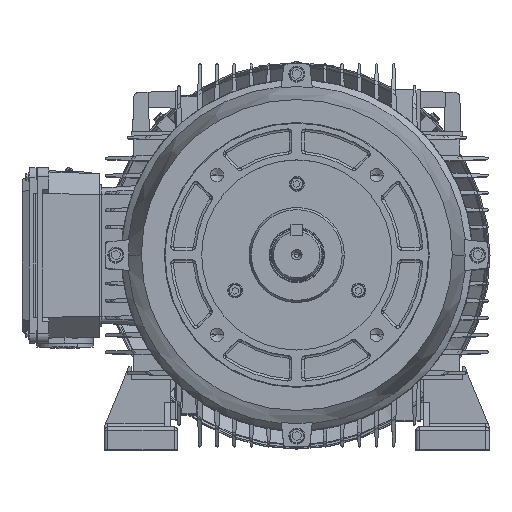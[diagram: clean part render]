
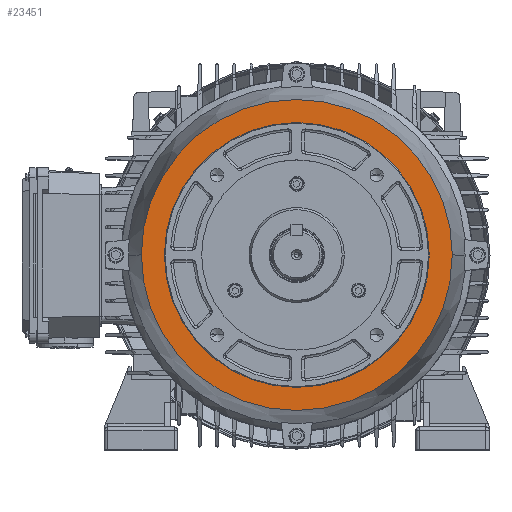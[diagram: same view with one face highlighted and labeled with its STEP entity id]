
A CAD part, top view. The second image highlights one B-rep face of the part: STEP entity #23451.
In plain terms, the highlighted face is planar.
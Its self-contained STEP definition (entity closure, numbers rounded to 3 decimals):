
#1723 = AXIS2_PLACEMENT_3D ( 'NONE', #147153, #68578, #160258 ) ;
#2470 = EDGE_LOOP ( 'NONE', ( #35301, #118975 ) ) ;
#3212 = VERTEX_POINT ( 'NONE', #83407 ) ;
#15654 = PLANE ( 'NONE',  #31298 ) ;
#21634 = CARTESIAN_POINT ( 'NONE',  ( 0., 0., -13.95 ) ) ;
#22380 = CARTESIAN_POINT ( 'NONE',  ( 0., 0., -13.95 ) ) ;
#23451 = ADVANCED_FACE ( 'NONE', ( #67224, #102056 ), #15654, .T. ) ;
#27982 = CARTESIAN_POINT ( 'NONE',  ( -107.95, 0., -13.95 ) ) ;
#28548 = AXIS2_PLACEMENT_3D ( 'NONE', #22380, #114248, #35570 ) ;
#29361 = CIRCLE ( 'NONE', #1723, 126.75 ) ;
#31298 = AXIS2_PLACEMENT_3D ( 'NONE', #120722, #147164, #68591 ) ;
#34828 = DIRECTION ( 'NONE',  ( -1., 0., 0. ) ) ;
#35301 = ORIENTED_EDGE ( 'NONE', *, *, #95689, .T. ) ;
#35570 = DIRECTION ( 'NONE',  ( -1., 0., 0. ) ) ;
#41546 = EDGE_CURVE ( 'NONE', #166470, #3212, #42860, .T. ) ;
#42860 = CIRCLE ( 'NONE', #134405, 126.75 ) ;
#46878 = AXIS2_PLACEMENT_3D ( 'NONE', #65042, #156798, #78251 ) ;
#51371 = VERTEX_POINT ( 'NONE', #121926 ) ;
#65042 = CARTESIAN_POINT ( 'NONE',  ( 0., 0., -13.95 ) ) ;
#67224 = FACE_OUTER_BOUND ( 'NONE', #2470, .T. ) ;
#68578 = DIRECTION ( 'NONE',  ( 0., 0., -1. ) ) ;
#68591 = DIRECTION ( 'NONE',  ( -1., 0., 0. ) ) ;
#78251 = DIRECTION ( 'NONE',  ( -1., 0., 0. ) ) ;
#80360 = VERTEX_POINT ( 'NONE', #27982 ) ;
#83407 = CARTESIAN_POINT ( 'NONE',  ( 126.75, 0., -13.95 ) ) ;
#95689 = EDGE_CURVE ( 'NONE', #3212, #166470, #29361, .T. ) ;
#95971 = CIRCLE ( 'NONE', #28548, 107.95 ) ;
#102056 = FACE_BOUND ( 'NONE', #111157, .T. ) ;
#111157 = EDGE_LOOP ( 'NONE', ( #119051, #144266 ) ) ;
#113499 = DIRECTION ( 'NONE',  ( 0., 0., -1. ) ) ;
#114248 = DIRECTION ( 'NONE',  ( 0., 0., -1. ) ) ;
#118975 = ORIENTED_EDGE ( 'NONE', *, *, #41546, .T. ) ;
#119051 = ORIENTED_EDGE ( 'NONE', *, *, #163789, .F. ) ;
#120722 = CARTESIAN_POINT ( 'NONE',  ( 0., 107.95, -13.95 ) ) ;
#121926 = CARTESIAN_POINT ( 'NONE',  ( 107.95, 0., -13.95 ) ) ;
#134405 = AXIS2_PLACEMENT_3D ( 'NONE', #21634, #113499, #34828 ) ;
#141769 = CARTESIAN_POINT ( 'NONE',  ( -126.75, 0., -13.95 ) ) ;
#144266 = ORIENTED_EDGE ( 'NONE', *, *, #166369, .F. ) ;
#147153 = CARTESIAN_POINT ( 'NONE',  ( 0., 0., -13.95 ) ) ;
#147164 = DIRECTION ( 'NONE',  ( 0., 0., -1. ) ) ;
#156798 = DIRECTION ( 'NONE',  ( 0., 0., -1. ) ) ;
#158361 = CIRCLE ( 'NONE', #46878, 107.95 ) ;
#160258 = DIRECTION ( 'NONE',  ( -1., 0., 0. ) ) ;
#163789 = EDGE_CURVE ( 'NONE', #80360, #51371, #158361, .T. ) ;
#166369 = EDGE_CURVE ( 'NONE', #51371, #80360, #95971, .T. ) ;
#166470 = VERTEX_POINT ( 'NONE', #141769 ) ;
